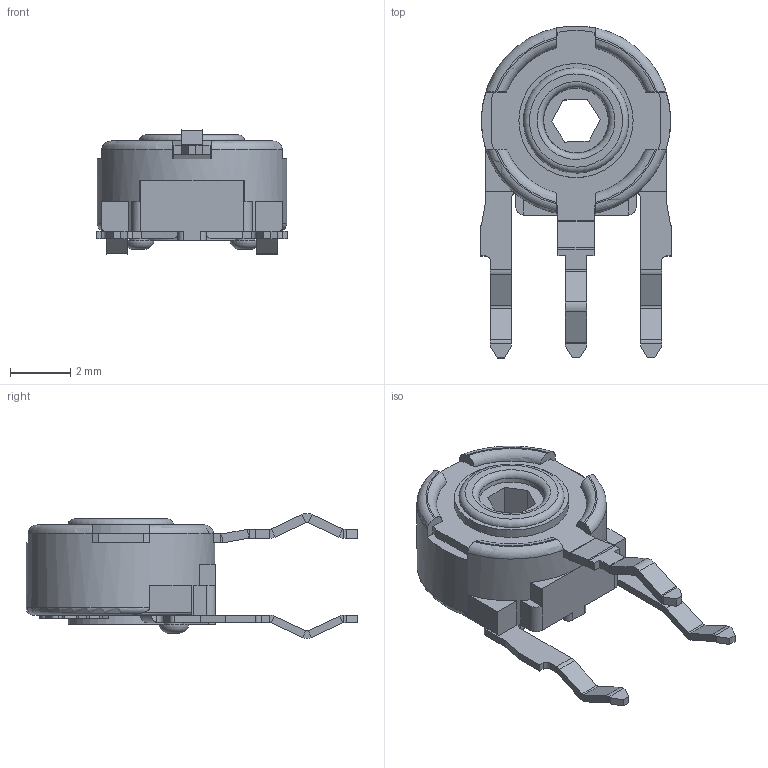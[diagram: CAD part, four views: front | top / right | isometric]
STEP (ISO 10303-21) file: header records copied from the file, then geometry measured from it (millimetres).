
FILE_DESCRIPTION (( 'STEP AP203' ), '1' );
FILE_NAME ('PT6MH.STEP', '2018-04-16T08:18:54', ( '' ), ( '' ), 'SwSTEP 2.0', 'SolidWorks 2016', '' );
FILE_SCHEMA (( 'CONFIG_CONTROL_DESIGN' ));
Length unit declared in the file: millimetre
Products named in the file (6): CARCASA_Predeterminada; COLECTOR_Predeterminada; PORTACURSOR_Predeterminada; TERMINAL IZQUIERDO_Predeterminada; TERMINAL DERECHO_Predeterminada; PT6MH
Assembly tree (5 placements, depth 2):
  PT6MH
    CARCASA_Predeterminada
    COLECTOR_Predeterminada
    PORTACURSOR_Predeterminada
    TERMINAL IZQUIERDO_Predeterminada
    TERMINAL DERECHO_Predeterminada
Bounding box: 6.35 x 11.04 x 4.16 mm (x, y, z)
Volume: 61.7 mm3; surface area: 350.2 mm2
Topology: 5 solids, 5 shells, 401 faces, 1026 edges, 653 vertices
Faces by surface type: plane 275, cylinder 74, bspline 36, torus 15, cone 1
Full cylindrical faces by diameter (mm): 0.65 x2, 0.7 x2, 2.45 x1, 2.5 x1, 2.9 x1, 3 x1, 3.6 x1, 3.8 x1, 5.5 x1, 6.3 x1
Entity records: 14347 total; most frequent: CARTESIAN_POINT 4239, ORIENTED_EDGE 2006, DIRECTION 1837, EDGE_CURVE 1003, VECTOR 711, LINE 711, VERTEX_POINT 649, AXIS2_PLACEMENT_3D 563
